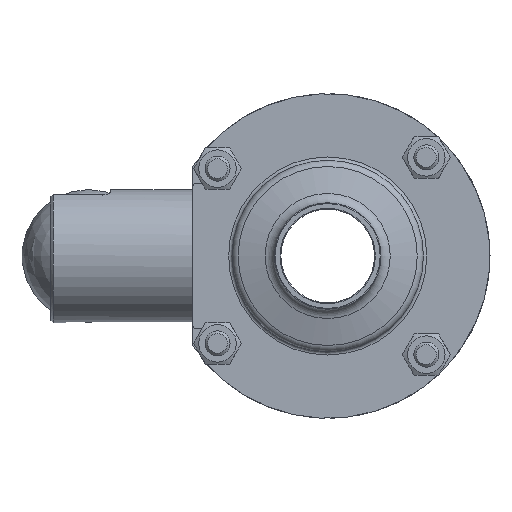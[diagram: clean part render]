
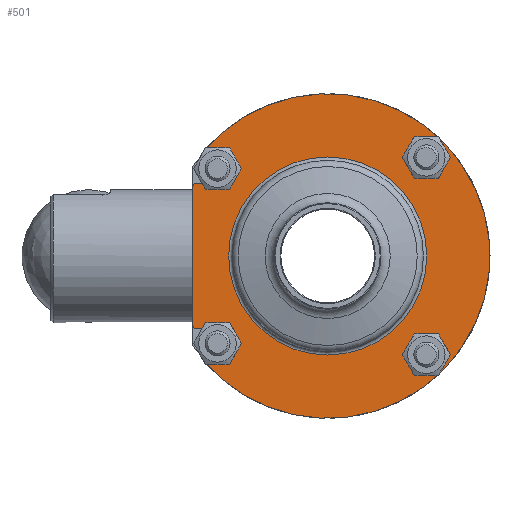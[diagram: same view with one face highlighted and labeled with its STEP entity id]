
A CAD part, left-side view. The second image highlights one B-rep face of the part: STEP entity #501.
In plain terms, the highlighted face is planar.
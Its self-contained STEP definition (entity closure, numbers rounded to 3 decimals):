
#501 = ADVANCED_FACE( '', ( #1125, #1126, #1127, #1128 ), #1129, .T. );
#1125 = FACE_OUTER_BOUND( '', #1906, .T. );
#1126 = FACE_BOUND( '', #1907, .T. );
#1127 = FACE_BOUND( '', #1908, .T. );
#1128 = FACE_BOUND( '', #1909, .T. );
#1129 = PLANE( '', #1910 );
#1906 = EDGE_LOOP( '', ( #3711, #3712, #3713, #3714, #3715, #3716, #3717, #3718, #3719, #3720 ) );
#1907 = EDGE_LOOP( '', ( #3721 ) );
#1908 = EDGE_LOOP( '', ( #3722 ) );
#1909 = EDGE_LOOP( '', ( #3723 ) );
#1910 = AXIS2_PLACEMENT_3D( '', #3724, #3725, #3726 );
#3711 = ORIENTED_EDGE( '', *, *, #4843, .F. );
#3712 = ORIENTED_EDGE( '', *, *, #4844, .T. );
#3713 = ORIENTED_EDGE( '', *, *, #4845, .F. );
#3714 = ORIENTED_EDGE( '', *, *, #4846, .F. );
#3715 = ORIENTED_EDGE( '', *, *, #4847, .F. );
#3716 = ORIENTED_EDGE( '', *, *, #4848, .T. );
#3717 = ORIENTED_EDGE( '', *, *, #4849, .F. );
#3718 = ORIENTED_EDGE( '', *, *, #4850, .F. );
#3719 = ORIENTED_EDGE( '', *, *, #4851, .F. );
#3720 = ORIENTED_EDGE( '', *, *, #4852, .T. );
#3721 = ORIENTED_EDGE( '', *, *, #4853, .F. );
#3722 = ORIENTED_EDGE( '', *, *, #4854, .F. );
#3723 = ORIENTED_EDGE( '', *, *, #4814, .F. );
#3724 = CARTESIAN_POINT( '', ( 8., 23.8, 0. ) );
#3725 = DIRECTION( '', ( 1., 0., 0. ) );
#3726 = DIRECTION( '', ( 0., 0., -1. ) );
#4814 = EDGE_CURVE( '', #5739, #5739, #5740, .T. );
#4843 = EDGE_CURVE( '', #5791, #5792, #5793, .T. );
#4844 = EDGE_CURVE( '', #5791, #5794, #5795, .T. );
#4845 = EDGE_CURVE( '', #5796, #5794, #5797, .T. );
#4846 = EDGE_CURVE( '', #5798, #5796, #5799, .T. );
#4847 = EDGE_CURVE( '', #5800, #5798, #5801, .T. );
#4848 = EDGE_CURVE( '', #5800, #5802, #5803, .T. );
#4849 = EDGE_CURVE( '', #5804, #5802, #5805, .T. );
#4850 = EDGE_CURVE( '', #5806, #5804, #5807, .T. );
#4851 = EDGE_CURVE( '', #5808, #5806, #5809, .T. );
#4852 = EDGE_CURVE( '', #5808, #5792, #5810, .T. );
#4853 = EDGE_CURVE( '', #5811, #5811, #5812, .T. );
#4854 = EDGE_CURVE( '', #5813, #5813, #5814, .T. );
#5739 = VERTEX_POINT( '', #7649 );
#5740 = CIRCLE( '', #7650, 4.5 );
#5791 = VERTEX_POINT( '', #7800 );
#5792 = VERTEX_POINT( '', #7801 );
#5793 = LINE( '', #7802, #7803 );
#5794 = VERTEX_POINT( '', #7804 );
#5795 = CIRCLE( '', #7805, 1. );
#5796 = VERTEX_POINT( '', #7806 );
#5797 = LINE( '', #7807, #7808 );
#5798 = VERTEX_POINT( '', #7809 );
#5799 = CIRCLE( '', #7810, 4.5 );
#5800 = VERTEX_POINT( '', #7811 );
#5801 = LINE( '', #7812, #7813 );
#5802 = VERTEX_POINT( '', #7814 );
#5803 = CIRCLE( '', #7815, 39. );
#5804 = VERTEX_POINT( '', #7816 );
#5805 = LINE( '', #7817, #7818 );
#5806 = VERTEX_POINT( '', #7819 );
#5807 = CIRCLE( '', #7820, 4.5 );
#5808 = VERTEX_POINT( '', #7821 );
#5809 = LINE( '', #7822, #7823 );
#5810 = CIRCLE( '', #7824, 1. );
#5811 = VERTEX_POINT( '', #7825 );
#5812 = CIRCLE( '', #7826, 23.8 );
#5813 = VERTEX_POINT( '', #7827 );
#5814 = CIRCLE( '', #7828, 4.5 );
#7649 = CARTESIAN_POINT( '', ( 8., -23.7, -28.2 ) );
#7650 = AXIS2_PLACEMENT_3D( '', #9189, #9190, #9191 );
#7800 = CARTESIAN_POINT( '', ( 8., 32.5, 16.5 ) );
#7801 = CARTESIAN_POINT( '', ( 8., 32.5, -16.5 ) );
#7802 = CARTESIAN_POINT( '', ( 8., 32.5, 16.5 ) );
#7803 = VECTOR( '', #9228, 1000. );
#7804 = CARTESIAN_POINT( '', ( 8., 31.5, 17.5 ) );
#7805 = AXIS2_PLACEMENT_3D( '', #9229, #9230, #9231 );
#7806 = CARTESIAN_POINT( '', ( 8., 29.308, 17.5 ) );
#7807 = CARTESIAN_POINT( '', ( 8., 26.48, 17.5 ) );
#7808 = VECTOR( '', #9232, 1000. );
#7809 = CARTESIAN_POINT( '', ( 8., 29.308, 24.5 ) );
#7810 = AXIS2_PLACEMENT_3D( '', #9233, #9234, #9235 );
#7811 = CARTESIAN_POINT( '', ( 8., 30.344, 24.5 ) );
#7812 = CARTESIAN_POINT( '', ( 8., 39., 24.5 ) );
#7813 = VECTOR( '', #9236, 1000. );
#7814 = CARTESIAN_POINT( '', ( 8., 30.344, -24.5 ) );
#7815 = AXIS2_PLACEMENT_3D( '', #9237, #9238, #9239 );
#7816 = CARTESIAN_POINT( '', ( 8., 29.308, -24.5 ) );
#7817 = CARTESIAN_POINT( '', ( 8., 26.48, -24.5 ) );
#7818 = VECTOR( '', #9240, 1000. );
#7819 = CARTESIAN_POINT( '', ( 8., 29.308, -17.5 ) );
#7820 = AXIS2_PLACEMENT_3D( '', #9241, #9242, #9243 );
#7821 = CARTESIAN_POINT( '', ( 8., 31.5, -17.5 ) );
#7822 = CARTESIAN_POINT( '', ( 8., 31.5, -17.5 ) );
#7823 = VECTOR( '', #9244, 1000. );
#7824 = AXIS2_PLACEMENT_3D( '', #9245, #9246, #9247 );
#7825 = CARTESIAN_POINT( '', ( 8., 0., -23.8 ) );
#7826 = AXIS2_PLACEMENT_3D( '', #9248, #9249, #9250 );
#7827 = CARTESIAN_POINT( '', ( 8., -23.7, 19.2 ) );
#7828 = AXIS2_PLACEMENT_3D( '', #9251, #9252, #9253 );
#9189 = CARTESIAN_POINT( '', ( 8., -23.7, -23.7 ) );
#9190 = DIRECTION( '', ( 1., 0., 0. ) );
#9191 = DIRECTION( '', ( 0., 0., -1. ) );
#9228 = DIRECTION( '', ( 0., 0., -1. ) );
#9229 = CARTESIAN_POINT( '', ( 8., 31.5, 16.5 ) );
#9230 = DIRECTION( '', ( 1., 0., 0. ) );
#9231 = DIRECTION( '', ( 0., 0., -1. ) );
#9232 = DIRECTION( '', ( 0., 1., 0. ) );
#9233 = CARTESIAN_POINT( '', ( 8., 26.48, 21. ) );
#9234 = DIRECTION( '', ( 1., 0., 0. ) );
#9235 = DIRECTION( '', ( 0., 0., -1. ) );
#9236 = DIRECTION( '', ( 0., -1., 0. ) );
#9237 = CARTESIAN_POINT( '', ( 8., 0., 0. ) );
#9238 = DIRECTION( '', ( 1., 0., 0. ) );
#9239 = DIRECTION( '', ( 0., 0., -1. ) );
#9240 = DIRECTION( '', ( 0., 1., 0. ) );
#9241 = CARTESIAN_POINT( '', ( 8., 26.48, -21. ) );
#9242 = DIRECTION( '', ( 1., 0., 0. ) );
#9243 = DIRECTION( '', ( 0., 0., -1. ) );
#9244 = DIRECTION( '', ( 0., -1., 0. ) );
#9245 = CARTESIAN_POINT( '', ( 8., 31.5, -16.5 ) );
#9246 = DIRECTION( '', ( 1., 0., 0. ) );
#9247 = DIRECTION( '', ( 0., 0., -1. ) );
#9248 = CARTESIAN_POINT( '', ( 8., 0., 0. ) );
#9249 = DIRECTION( '', ( 1., 0., 0. ) );
#9250 = DIRECTION( '', ( 0., 0., -1. ) );
#9251 = CARTESIAN_POINT( '', ( 8., -23.7, 23.7 ) );
#9252 = DIRECTION( '', ( 1., 0., 0. ) );
#9253 = DIRECTION( '', ( 0., 0., -1. ) );
